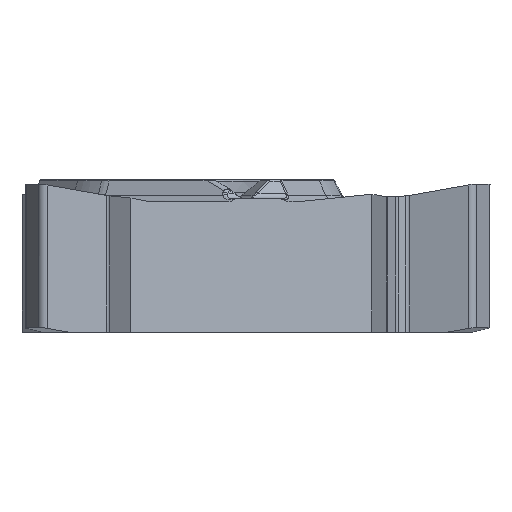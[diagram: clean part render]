
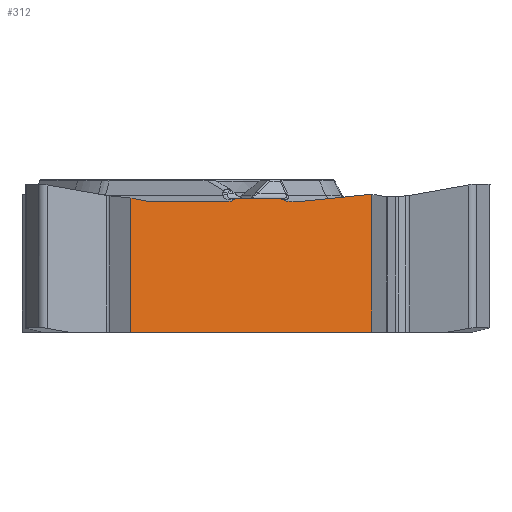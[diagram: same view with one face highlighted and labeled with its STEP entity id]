
A CAD part, front view. The second image highlights one B-rep face of the part: STEP entity #312.
In plain terms, the highlighted planar face has unit normal (0.5, -0.866, 0).
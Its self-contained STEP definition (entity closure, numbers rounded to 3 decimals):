
#312=ADVANCED_FACE('',(#588),#477,.F.);
#477=PLANE('',#3905);
#588=FACE_OUTER_BOUND('',#820,.T.);
#820=EDGE_LOOP('',(#1571,#1572,#1573,#1574,#1575,#1576,#1577,#1578,#1579,
#1580,#1581,#1582,#1583,#1584));
#1027=CIRCLE('',#3904,0.32);
#1136=ELLIPSE('',#3900,0.64,0.32);
#1137=ELLIPSE('',#3901,0.3,0.15);
#1138=ELLIPSE('',#3902,0.177,0.15);
#1139=ELLIPSE('',#3903,0.377,0.32);
#1571=ORIENTED_EDGE('',*,*,#2847,.T.);
#1572=ORIENTED_EDGE('',*,*,#2848,.T.);
#1573=ORIENTED_EDGE('',*,*,#2849,.T.);
#1574=ORIENTED_EDGE('',*,*,#2850,.F.);
#1575=ORIENTED_EDGE('',*,*,#2851,.T.);
#1576=ORIENTED_EDGE('',*,*,#2852,.T.);
#1577=ORIENTED_EDGE('',*,*,#2853,.F.);
#1578=ORIENTED_EDGE('',*,*,#2854,.F.);
#1579=ORIENTED_EDGE('',*,*,#2690,.F.);
#1580=ORIENTED_EDGE('',*,*,#2855,.F.);
#1581=ORIENTED_EDGE('',*,*,#2856,.T.);
#1582=ORIENTED_EDGE('',*,*,#2857,.T.);
#1583=ORIENTED_EDGE('',*,*,#2858,.T.);
#1584=ORIENTED_EDGE('',*,*,#2859,.F.);
#2352=VERTEX_POINT('',#5452);
#2353=VERTEX_POINT('',#5454);
#2445=VERTEX_POINT('',#6532);
#2446=VERTEX_POINT('',#6533);
#2447=VERTEX_POINT('',#6535);
#2448=VERTEX_POINT('',#6537);
#2449=VERTEX_POINT('',#6539);
#2450=VERTEX_POINT('',#6541);
#2451=VERTEX_POINT('',#6543);
#2452=VERTEX_POINT('',#6551);
#2453=VERTEX_POINT('',#6554);
#2454=VERTEX_POINT('',#6556);
#2455=VERTEX_POINT('',#6558);
#2456=VERTEX_POINT('',#6560);
#2690=EDGE_CURVE('',#2352,#2353,#3206,.T.);
#2847=EDGE_CURVE('',#2445,#2446,#3251,.T.);
#2848=EDGE_CURVE('',#2446,#2447,#3252,.T.);
#2849=EDGE_CURVE('',#2447,#2448,#3253,.T.);
#2850=EDGE_CURVE('',#2449,#2448,#3254,.T.);
#2851=EDGE_CURVE('',#2449,#2450,#1136,.T.);
#2852=EDGE_CURVE('',#2450,#2451,#3255,.T.);
#2853=EDGE_CURVE('',#2452,#2451,#3683,.T.);
#2854=EDGE_CURVE('',#2353,#2452,#1137,.T.);
#2855=EDGE_CURVE('',#2453,#2352,#1138,.T.);
#2856=EDGE_CURVE('',#2453,#2454,#1139,.T.);
#2857=EDGE_CURVE('',#2454,#2455,#3256,.T.);
#2858=EDGE_CURVE('',#2455,#2456,#1027,.T.);
#2859=EDGE_CURVE('',#2445,#2456,#3257,.T.);
#3206=LINE('',#5453,#3430);
#3251=LINE('',#6531,#3476);
#3252=LINE('',#6534,#3477);
#3253=LINE('',#6536,#3478);
#3254=LINE('',#6538,#3479);
#3255=LINE('',#6542,#3480);
#3256=LINE('',#6557,#3481);
#3257=LINE('',#6561,#3482);
#3430=VECTOR('',#4249,1.);
#3476=VECTOR('',#4481,1.);
#3477=VECTOR('',#4482,1.);
#3478=VECTOR('',#4483,1.);
#3479=VECTOR('',#4484,1.);
#3480=VECTOR('',#4487,1.);
#3481=VECTOR('',#4494,1.);
#3482=VECTOR('',#4497,1.);
#3683=B_SPLINE_CURVE_WITH_KNOTS('',3,(#6544,#6545,#6546,#6547,#6548,#6549,
#6550),.UNSPECIFIED.,.F.,.F.,(4,3,4),(0.,0.503,1.),
 .UNSPECIFIED.);
#3900=AXIS2_PLACEMENT_3D('',#6540,#4485,#4486);
#3901=AXIS2_PLACEMENT_3D('',#6552,#4488,#4489);
#3902=AXIS2_PLACEMENT_3D('',#6553,#4490,#4491);
#3903=AXIS2_PLACEMENT_3D('',#6555,#4492,#4493);
#3904=AXIS2_PLACEMENT_3D('',#6559,#4495,#4496);
#3905=AXIS2_PLACEMENT_3D('',#6562,#4498,#4499);
#4249=DIRECTION('',(0.866,0.5,0.));
#4481=DIRECTION('',(0.,0.,-1.));
#4482=DIRECTION('',(0.866,0.5,0.));
#4483=DIRECTION('',(0.,0.,1.));
#4484=DIRECTION('',(0.863,0.498,0.088));
#4485=DIRECTION('',(-0.5,0.866,0.));
#4486=DIRECTION('',(0.866,0.5,0.));
#4487=DIRECTION('',(-0.866,-0.5,0.));
#4488=DIRECTION('',(-0.5,0.866,0.));
#4489=DIRECTION('',(-0.866,-0.5,0.));
#4490=DIRECTION('',(-0.5,0.866,0.));
#4491=DIRECTION('',(0.866,0.5,0.));
#4492=DIRECTION('',(-0.5,0.866,0.));
#4493=DIRECTION('',(0.866,0.5,0.));
#4494=DIRECTION('',(-0.866,-0.5,0.));
#4495=DIRECTION('',(-0.5,0.866,0.));
#4496=DIRECTION('',(0.,0.,-1.));
#4497=DIRECTION('',(0.853,0.492,-0.174));
#4498=DIRECTION('',(-0.5,0.866,0.));
#4499=DIRECTION('',(0.,0.,-1.));
#5452=CARTESIAN_POINT('',(1.04,-4.899,-0.37));
#5453=CARTESIAN_POINT('',(5.129,-2.538,-0.37));
#5454=CARTESIAN_POINT('',(2.07,-4.304,-0.37));
#6531=CARTESIAN_POINT('',(-1.828,-6.555,0.));
#6532=CARTESIAN_POINT('',(-1.828,-6.555,-0.36));
#6533=CARTESIAN_POINT('',(-1.828,-6.555,-3.97));
#6534=CARTESIAN_POINT('',(-0.367,-5.711,-3.97));
#6535=CARTESIAN_POINT('',(4.659,-2.809,-3.97));
#6536=CARTESIAN_POINT('',(4.659,-2.809,0.));
#6537=CARTESIAN_POINT('',(4.659,-2.809,-0.258));
#6538=CARTESIAN_POINT('',(-0.308,-5.677,-0.763));
#6539=CARTESIAN_POINT('',(2.718,-3.93,-0.455));
#6540=CARTESIAN_POINT('',(2.622,-3.986,-0.14));
#6541=CARTESIAN_POINT('',(2.622,-3.986,-0.46));
#6542=CARTESIAN_POINT('',(-0.367,-5.711,-0.46));
#6543=CARTESIAN_POINT('',(2.541,-4.032,-0.46));
#6544=CARTESIAN_POINT('',(2.225,-4.215,-0.4));
#6545=CARTESIAN_POINT('',(2.275,-4.186,-0.421));
#6546=CARTESIAN_POINT('',(2.328,-4.155,-0.436));
#6547=CARTESIAN_POINT('',(2.381,-4.124,-0.446));
#6548=CARTESIAN_POINT('',(2.434,-4.094,-0.455));
#6549=CARTESIAN_POINT('',(2.487,-4.063,-0.46));
#6550=CARTESIAN_POINT('',(2.541,-4.032,-0.46));
#6551=CARTESIAN_POINT('',(2.225,-4.215,-0.4));
#6552=CARTESIAN_POINT('',(2.07,-4.304,-0.52));
#6553=CARTESIAN_POINT('',(1.04,-4.899,-0.52));
#6554=CARTESIAN_POINT('',(0.95,-4.951,-0.399));
#6555=CARTESIAN_POINT('',(0.757,-5.062,-0.14));
#6556=CARTESIAN_POINT('',(0.757,-5.062,-0.46));
#6557=CARTESIAN_POINT('',(5.129,-2.538,-0.46));
#6558=CARTESIAN_POINT('',(-1.311,-6.256,-0.46));
#6559=CARTESIAN_POINT('',(-1.311,-6.256,-0.14));
#6560=CARTESIAN_POINT('',(-1.359,-6.284,-0.455));
#6561=CARTESIAN_POINT('',(4.866,-2.69,-1.723));
#6562=CARTESIAN_POINT('',(-0.367,-5.711,0.));
